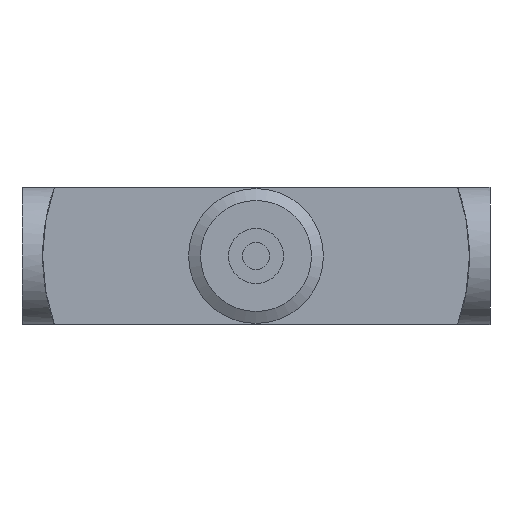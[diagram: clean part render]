
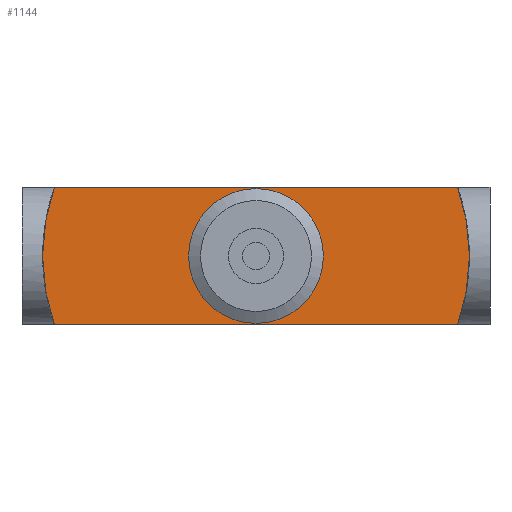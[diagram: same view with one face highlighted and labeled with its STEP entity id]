
A CAD part, left-side view. The second image highlights one B-rep face of the part: STEP entity #1144.
In plain terms, the highlighted planar face has unit normal (-1, 0, 0).
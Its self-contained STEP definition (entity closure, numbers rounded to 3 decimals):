
#30=PLANE('',#1222);
#71=LINE('',#1645,#119);
#79=LINE('',#1664,#127);
#119=VECTOR('',#1352,1000.);
#127=VECTOR('',#1368,1000.);
#166=CIRCLE('',#1219,15.);
#167=CIRCLE('',#1221,15.);
#168=CIRCLE('',#1223,4.9);
#291=ORIENTED_EDGE('',*,*,#449,.F.);
#292=ORIENTED_EDGE('',*,*,#429,.F.);
#293=ORIENTED_EDGE('',*,*,#448,.F.);
#294=ORIENTED_EDGE('',*,*,#440,.T.);
#295=ORIENTED_EDGE('',*,*,#447,.F.);
#429=EDGE_CURVE('',#521,#522,#71,.T.);
#440=EDGE_CURVE('',#529,#528,#79,.T.);
#447=EDGE_CURVE('',#522,#528,#166,.T.);
#448=EDGE_CURVE('',#529,#521,#167,.T.);
#449=EDGE_CURVE('',#532,#532,#168,.F.);
#521=VERTEX_POINT('',#1644);
#522=VERTEX_POINT('',#1646);
#528=VERTEX_POINT('',#1663);
#529=VERTEX_POINT('',#1665);
#532=VERTEX_POINT('',#1683);
#592=EDGE_LOOP('',(#291));
#593=EDGE_LOOP('',(#292,#293,#294,#295));
#676=FACE_BOUND('',#592,.T.);
#677=FACE_BOUND('',#593,.T.);
#1144=ADVANCED_FACE('',(#676,#677),#30,.F.);
#1219=AXIS2_PLACEMENT_3D('',#1678,#1385,#1386);
#1221=AXIS2_PLACEMENT_3D('',#1680,#1389,#1390);
#1222=AXIS2_PLACEMENT_3D('',#1681,#1391,#1392);
#1223=AXIS2_PLACEMENT_3D('',#1682,#1393,#1394);
#1352=DIRECTION('',(0.,-1.,0.));
#1368=DIRECTION('',(0.,-1.,0.));
#1385=DIRECTION('',(1.,0.,0.));
#1386=DIRECTION('',(0.,0.,-1.));
#1389=DIRECTION('',(1.,0.,0.));
#1390=DIRECTION('',(0.,0.,-1.));
#1391=DIRECTION('',(1.,0.,0.));
#1392=DIRECTION('',(0.,0.,-1.));
#1393=DIRECTION('',(1.,0.,0.));
#1394=DIRECTION('',(0.,0.,-1.));
#1644=CARTESIAN_POINT('',(-36.5,30.142,5.));
#1645=CARTESIAN_POINT('',(-36.5,31.,5.));
#1646=CARTESIAN_POINT('',(-36.5,0.858,5.));
#1663=CARTESIAN_POINT('',(-36.5,0.858,-5.));
#1664=CARTESIAN_POINT('',(-36.5,31.,-5.));
#1665=CARTESIAN_POINT('',(-36.5,30.142,-5.));
#1678=CARTESIAN_POINT('',(-36.5,15.,0.));
#1680=CARTESIAN_POINT('',(-36.5,16.,0.));
#1681=CARTESIAN_POINT('',(-36.5,31.,5.));
#1682=CARTESIAN_POINT('',(-36.5,15.5,0.));
#1683=CARTESIAN_POINT('',(-36.5,15.5,-4.9));
